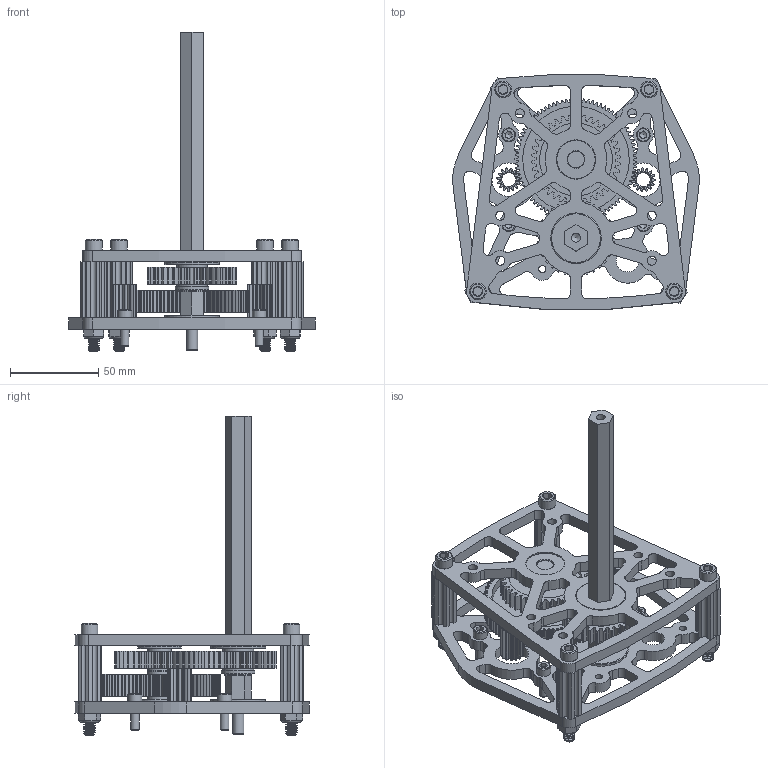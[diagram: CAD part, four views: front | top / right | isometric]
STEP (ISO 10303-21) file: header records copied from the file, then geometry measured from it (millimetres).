
FILE_DESCRIPTION (( 'STEP AP214' ), '1' );
FILE_NAME ('am-3804 2 Stage 2 CIM Evo Slim.STEP', '2018-01-23T21:08:37', ( '' ), ( '' ), 'SwSTEP 2.0', 'SolidWorks 2017', '' );
FILE_SCHEMA (( 'AUTOMOTIVE_DESIGN' ));
Length unit declared in the file: inch
Products named in the file (19): FR6ZZ-L Bearing_Kip; Evo Shifter 2 Axle Shaft Plate Universal_Kip; 38T 20DP 375Hex 375 FW_Kip; 15T 32DP 8mm Bore Gear_Kip; 85T 32DP 375 Hex Bore Gear_Kip; 10-32x0625_shcs_Kip_HX-SHCS 0.19-32x1.375x1-C; 250x1000 dowel; FR6ZZ Bearing_Kip; .0625 x 500hex Acetal Spacer (am-1364); Evo Shifter 2 Axle 2 Motor Shifter Motor Plate; ip-0801a Toughbox Long Hex Output Shaft; 14-20 2.25inch Socket Head Cap Screw_91251A551; am-3804 2 Stage 2 CIM Evo Slim; Retaining Ring_97633A200_grv; 2 Stage Churro Spacer; 32T 20DP 500hex 375 FW; Stage One Shaft; FR8ZZ Hex Bearing_Kip; 14-20 NyLock thin - Mcm 90566A029_Kip_90566A029
Assembly tree (32 placements, depth 2):
  am-3804 2 Stage 2 CIM Evo Slim
    Evo Shifter 2 Axle 2 Motor Shifter Motor Plate
    FR6ZZ Bearing_Kip  x2
    10-32x0625_shcs_Kip_HX-SHCS 0.19-32x1.375x1-C  x4
    85T 32DP 375 Hex Bore Gear_Kip
    15T 32DP 8mm Bore Gear_Kip  x2
    38T 20DP 375Hex 375 FW_Kip
    Evo Shifter 2 Axle Shaft Plate Universal_Kip
    FR6ZZ-L Bearing_Kip
    14-20 NyLock thin - Mcm 90566A029_Kip_90566A029  x4
    FR8ZZ Hex Bearing_Kip
    Stage One Shaft
    32T 20DP 500hex 375 FW
    2 Stage Churro Spacer  x4
    Retaining Ring_97633A200_grv
    14-20 2.25inch Socket Head Cap Screw_91251A551  x4
    ip-0801a Toughbox Long Hex Output Shaft
    .0625 x 500hex Acetal Spacer (am-1364)
    250x1000 dowel
Bounding box: 139.63 x 132.7 x 180.64 mm (x, y, z)
Volume: 187507.7 mm3; surface area: 129603.5 mm2
Topology: 36 solids, 36 shells, 1807 faces, 4883 edges, 3189 vertices
Faces by surface type: cylinder 1212, plane 401, cone 167, torus 19, bspline 8
Full cylindrical faces by diameter (mm): 1.194 x2, 4.039 x2, 4.826 x4, 5.105 x11, 5.22 x4, 5.387 x12, 6.35 x94, 6.528 x4, 6.756 x8, 7.306 x4, 7.925 x2, 7.937 x4, 9.525 x10, 11.176 x1, 12.751 x1, 13.335 x4, 17.462 x2, 19.05 x3, 22.225 x4, 24.689 x2, 27.939 x1, 27.94 x1, 28.575 x4, 31.039 x1, 31.115 x1, 33.337 x2, 41.275 x2, 60.325 x2
Entity records: 46333 total; most frequent: CARTESIAN_POINT 10104, DIRECTION 8194, ORIENTED_EDGE 7044, EDGE_CURVE 3522, AXIS2_PLACEMENT_3D 3393, VERTEX_POINT 2389, CIRCLE 2057, EDGE_LOOP 1561
